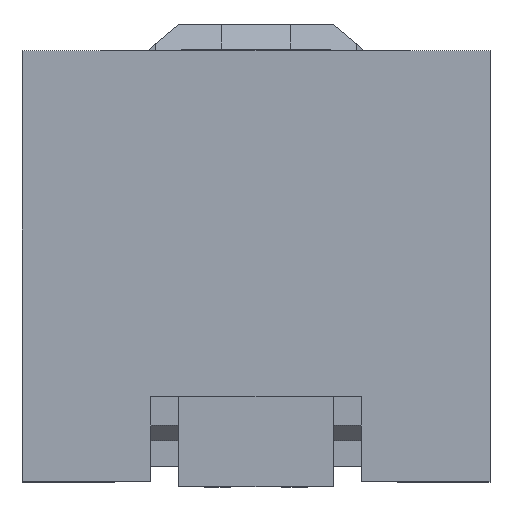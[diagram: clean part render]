
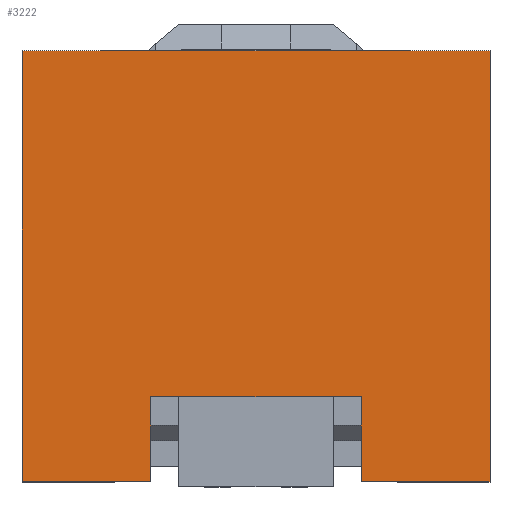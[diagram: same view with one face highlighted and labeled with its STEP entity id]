
A CAD part, top view. The second image highlights one B-rep face of the part: STEP entity #3222.
In plain terms, the highlighted planar face has unit normal (0, 0, 1).
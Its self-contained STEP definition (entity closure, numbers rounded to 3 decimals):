
#949=DIRECTION('',(-1.,0.,0.));
#950=VECTOR('',#949,4.1);
#951=CARTESIAN_POINT('',(2.05,-9.25,4.075));
#952=LINE('',#951,#950);
#953=DIRECTION('',(0.,1.,0.));
#954=VECTOR('',#953,1.65);
#955=CARTESIAN_POINT('',(-2.05,-10.9,4.075));
#956=LINE('',#955,#954);
#957=DIRECTION('',(1.,0.,0.));
#958=VECTOR('',#957,2.5);
#959=CARTESIAN_POINT('',(-4.55,-10.9,4.075));
#960=LINE('',#959,#958);
#961=DIRECTION('',(0.,-1.,0.));
#962=VECTOR('',#961,8.38);
#963=CARTESIAN_POINT('',(-4.55,-2.52,4.075));
#964=LINE('',#963,#962);
#965=DIRECTION('',(-1.,0.,0.));
#966=VECTOR('',#965,9.1);
#967=CARTESIAN_POINT('',(4.55,-2.52,4.075));
#968=LINE('',#967,#966);
#969=DIRECTION('',(0.,1.,0.));
#970=VECTOR('',#969,8.38);
#971=CARTESIAN_POINT('',(4.55,-10.9,4.075));
#972=LINE('',#971,#970);
#973=DIRECTION('',(1.,0.,0.));
#974=VECTOR('',#973,2.5);
#975=CARTESIAN_POINT('',(2.05,-10.9,4.075));
#976=LINE('',#975,#974);
#977=DIRECTION('',(0.,1.,0.));
#978=VECTOR('',#977,1.65);
#979=CARTESIAN_POINT('',(2.05,-10.9,4.075));
#980=LINE('',#979,#978);
#1489=CARTESIAN_POINT('',(-4.55,-2.52,4.075));
#1490=CARTESIAN_POINT('',(-4.55,-10.9,4.075));
#1491=VERTEX_POINT('',#1489);
#1492=VERTEX_POINT('',#1490);
#1493=CARTESIAN_POINT('',(4.55,-10.9,4.075));
#1494=CARTESIAN_POINT('',(4.55,-2.52,4.075));
#1495=VERTEX_POINT('',#1493);
#1496=VERTEX_POINT('',#1494);
#1509=CARTESIAN_POINT('',(2.05,-9.25,4.075));
#1510=CARTESIAN_POINT('',(-2.05,-9.25,4.075));
#1511=VERTEX_POINT('',#1509);
#1512=VERTEX_POINT('',#1510);
#1513=CARTESIAN_POINT('',(2.05,-10.9,4.075));
#1514=VERTEX_POINT('',#1513);
#1515=CARTESIAN_POINT('',(-2.05,-10.9,4.075));
#1516=VERTEX_POINT('',#1515);
#3205=CARTESIAN_POINT('',(0.,0.,4.075));
#3206=DIRECTION('',(0.,0.,1.));
#3207=DIRECTION('',(1.,0.,0.));
#3208=AXIS2_PLACEMENT_3D('',#3205,#3206,#3207);
#3209=PLANE('',#3208);
#3210=ORIENTED_EDGE('',*,*,#3119,.T.);
#3212=ORIENTED_EDGE('',*,*,#3211,.F.);
#3213=ORIENTED_EDGE('',*,*,#3184,.F.);
#3214=ORIENTED_EDGE('',*,*,#2950,.F.);
#3215=ORIENTED_EDGE('',*,*,#2935,.F.);
#3217=ORIENTED_EDGE('',*,*,#3216,.F.);
#3218=ORIENTED_EDGE('',*,*,#3198,.F.);
#3219=ORIENTED_EDGE('',*,*,#3142,.T.);
#3220=EDGE_LOOP('',(#3210,#3212,#3213,#3214,#3215,#3217,#3218,#3219));
#3221=FACE_OUTER_BOUND('',#3220,.F.);
#3222=ADVANCED_FACE('',(#3221),#3209,.T.);
#2935=EDGE_CURVE('',#1496,#1491,#968,.T.);
#2950=EDGE_CURVE('',#1491,#1492,#964,.T.);
#3119=EDGE_CURVE('',#1511,#1512,#952,.T.);
#3142=EDGE_CURVE('',#1514,#1511,#980,.T.);
#3184=EDGE_CURVE('',#1492,#1516,#960,.T.);
#3198=EDGE_CURVE('',#1514,#1495,#976,.T.);
#3211=EDGE_CURVE('',#1516,#1512,#956,.T.);
#3216=EDGE_CURVE('',#1495,#1496,#972,.T.);
